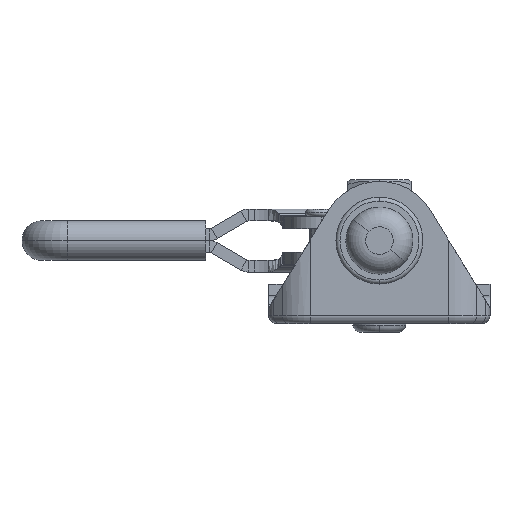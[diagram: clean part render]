
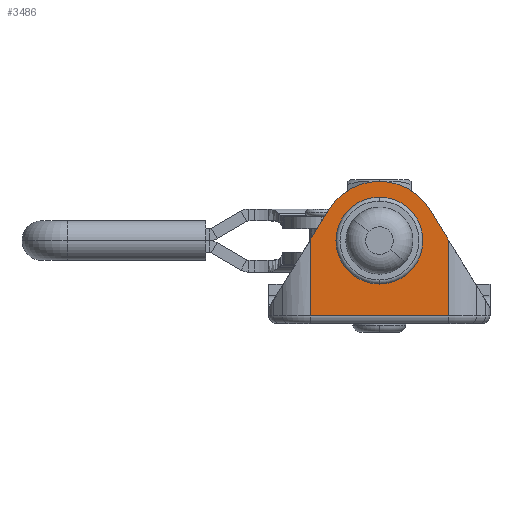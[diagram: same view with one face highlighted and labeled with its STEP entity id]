
A CAD part, left-side view. The second image highlights one B-rep face of the part: STEP entity #3486.
In plain terms, the highlighted planar face has unit normal (-1, 0, 0).
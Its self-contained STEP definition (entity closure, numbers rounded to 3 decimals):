
#1491 = EDGE_LOOP ( 'NONE', ( #11895, #11893 ) ) ;
#1534 = EDGE_LOOP ( 'NONE', ( #11906, #11904, #11903, #11900, #11899, #11897, #11896 ) ) ;
#3205 = CARTESIAN_POINT ( 'NONE',  ( -40., 14., 16. ) ) ;
#3207 = CARTESIAN_POINT ( 'NONE',  ( -40., 14., 5. ) ) ;
#3486 = ADVANCED_FACE ( 'NONE', ( #9275, #9279 ), #5298, .F. ) ;
#4047 = CARTESIAN_POINT ( 'NONE',  ( -40., -0.891, 0.545 ) ) ;
#4053 = DIRECTION ( 'NONE',  ( 0., -0.522, -0.853 ) ) ;
#4209 = DIRECTION ( 'NONE',  ( 0., 0., -1. ) ) ;
#4213 = CARTESIAN_POINT ( 'NONE',  ( -40., 22.75, 2. ) ) ;
#4253 = CARTESIAN_POINT ( 'NONE',  ( -40., 14., 10.5 ) ) ;
#4254 = DIRECTION ( 'NONE',  ( 1., 0., 0. ) ) ;
#4255 = DIRECTION ( 'NONE',  ( 0., 0., 1. ) ) ;
#4602 = DIRECTION ( 'NONE',  ( 0., 0., -1. ) ) ;
#4611 = CARTESIAN_POINT ( 'NONE',  ( -40., 5.25, 2. ) ) ;
#4730 = CARTESIAN_POINT ( 'NONE',  ( -40., 5.25, 1. ) ) ;
#4749 = DIRECTION ( 'NONE',  ( 0., -1., 0. ) ) ;
#5041 = EDGE_CURVE ( 'NONE', #6590, #6624, #17323, .T. ) ;
#5083 = EDGE_CURVE ( 'NONE', #6610, #6598, #17383, .T. ) ;
#5095 = EDGE_CURVE ( 'NONE', #6578, #6623, #17400, .T. ) ;
#5211 = EDGE_CURVE ( 'NONE', #6624, #6625, #17573, .T. ) ;
#5248 = EDGE_CURVE ( 'NONE', #6598, #6625, #17628, .T. ) ;
#5289 = CARTESIAN_POINT ( 'NONE',  ( -40., 22.75, 2. ) ) ;
#5298 = PLANE ( 'NONE',  #18446 ) ;
#5303 = DIRECTION ( 'NONE',  ( 1., 0., 0. ) ) ;
#5304 = DIRECTION ( 'NONE',  ( 0., 0., -1. ) ) ;
#6578 = VERTEX_POINT ( 'NONE', #19370 ) ;
#6590 = VERTEX_POINT ( 'NONE', #19382 ) ;
#6598 = VERTEX_POINT ( 'NONE', #19390 ) ;
#6610 = VERTEX_POINT ( 'NONE', #19402 ) ;
#6623 = VERTEX_POINT ( 'NONE', #19415 ) ;
#6624 = VERTEX_POINT ( 'NONE', #19416 ) ;
#6625 = VERTEX_POINT ( 'NONE', #19417 ) ;
#9275 = FACE_OUTER_BOUND ( 'NONE', #1534, .T. ) ;
#9279 = FACE_BOUND ( 'NONE', #1491, .T. ) ;
#10945 = EDGE_CURVE ( 'NONE', #14651, #14653, #18150, .T. ) ;
#11893 = ORIENTED_EDGE ( 'NONE', *, *, #10945, .F. ) ;
#11895 = ORIENTED_EDGE ( 'NONE', *, *, #29809, .F. ) ;
#11896 = ORIENTED_EDGE ( 'NONE', *, *, #29920, .F. ) ;
#11897 = ORIENTED_EDGE ( 'NONE', *, *, #5095, .F. ) ;
#11899 = ORIENTED_EDGE ( 'NONE', *, *, #29869, .F. ) ;
#11900 = ORIENTED_EDGE ( 'NONE', *, *, #5041, .F. ) ;
#11903 = ORIENTED_EDGE ( 'NONE', *, *, #5211, .F. ) ;
#11904 = ORIENTED_EDGE ( 'NONE', *, *, #5248, .T. ) ;
#11906 = ORIENTED_EDGE ( 'NONE', *, *, #5083, .T. ) ;
#13150 = AXIS2_PLACEMENT_3D ( 'NONE', #4253, #4254, #4255 ) ;
#13265 = AXIS2_PLACEMENT_3D ( 'NONE', #20762, #20763, #20764 ) ;
#14651 = VERTEX_POINT ( 'NONE', #3205 ) ;
#14653 = VERTEX_POINT ( 'NONE', #3207 ) ;
#17323 = LINE ( 'NONE', #4047, #17327 ) ;
#17327 = VECTOR ( 'NONE', #4053, 1000. ) ;
#17383 = LINE ( 'NONE', #4213, #17387 ) ;
#17387 = VECTOR ( 'NONE', #4209, 1000. ) ;
#17400 = CIRCLE ( 'NONE', #13150, 7.5 ) ;
#17573 = LINE ( 'NONE', #4611, #17576 ) ;
#17576 = VECTOR ( 'NONE', #4602, 1000. ) ;
#17628 = LINE ( 'NONE', #4730, #17630 ) ;
#17630 = VECTOR ( 'NONE', #4749, 1000. ) ;
#18150 = CIRCLE ( 'NONE', #13265, 5.5 ) ;
#18446 = AXIS2_PLACEMENT_3D ( 'NONE', #5289, #5303, #5304 ) ;
#19370 = CARTESIAN_POINT ( 'NONE',  ( -40., 20.396, 14.417 ) ) ;
#19382 = CARTESIAN_POINT ( 'NONE',  ( -40., 7.604, 14.417 ) ) ;
#19390 = CARTESIAN_POINT ( 'NONE',  ( -40., 22.75, 1. ) ) ;
#19402 = CARTESIAN_POINT ( 'NONE',  ( -40., 22.75, 10.573 ) ) ;
#19415 = CARTESIAN_POINT ( 'NONE',  ( -40., 14., 18. ) ) ;
#19416 = CARTESIAN_POINT ( 'NONE',  ( -40., 5.25, 10.573 ) ) ;
#19417 = CARTESIAN_POINT ( 'NONE',  ( -40., 5.25, 1. ) ) ;
#20762 = CARTESIAN_POINT ( 'NONE',  ( -40., 14., 10.5 ) ) ;
#20763 = DIRECTION ( 'NONE',  ( -1., 0., 0. ) ) ;
#20764 = DIRECTION ( 'NONE',  ( 0., 0., -1. ) ) ;
#21470 = CARTESIAN_POINT ( 'NONE',  ( -40., 14., 10.5 ) ) ;
#21471 = DIRECTION ( 'NONE',  ( -1., 0., 0. ) ) ;
#21472 = DIRECTION ( 'NONE',  ( 0., 0., -1. ) ) ;
#21653 = CARTESIAN_POINT ( 'NONE',  ( -40., 14., 10.5 ) ) ;
#21654 = DIRECTION ( 'NONE',  ( 1., 0., 0. ) ) ;
#21655 = DIRECTION ( 'NONE',  ( 0., 0., 1. ) ) ;
#21881 = DIRECTION ( 'NONE',  ( 0., -0.522, 0.853 ) ) ;
#21892 = CARTESIAN_POINT ( 'NONE',  ( -40., 21.254, 13.016 ) ) ;
#22201 = CIRCLE ( 'NONE', #23165, 5.5 ) ;
#22295 = CIRCLE ( 'NONE', #23179, 7.5 ) ;
#22345 = LINE ( 'NONE', #21892, #22368 ) ;
#22368 = VECTOR ( 'NONE', #21881, 1000. ) ;
#23165 = AXIS2_PLACEMENT_3D ( 'NONE', #21470, #21471, #21472 ) ;
#23179 = AXIS2_PLACEMENT_3D ( 'NONE', #21653, #21654, #21655 ) ;
#29809 = EDGE_CURVE ( 'NONE', #14653, #14651, #22201, .T. ) ;
#29869 = EDGE_CURVE ( 'NONE', #6623, #6590, #22295, .T. ) ;
#29920 = EDGE_CURVE ( 'NONE', #6610, #6578, #22345, .T. ) ;
